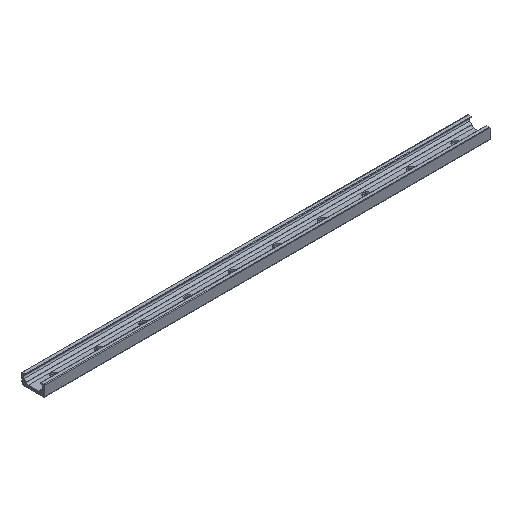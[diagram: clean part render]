
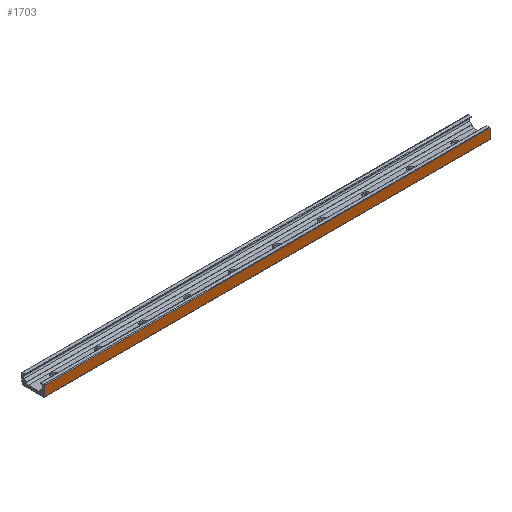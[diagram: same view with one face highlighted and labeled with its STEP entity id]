
A CAD part, isometric view. The second image highlights one B-rep face of the part: STEP entity #1703.
In plain terms, the highlighted planar face has unit normal (0, -1, 0).
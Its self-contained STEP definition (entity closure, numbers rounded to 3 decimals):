
#45 = ORIENTED_EDGE ( 'NONE', *, *, #1270, .F. ) ;
#57 = ORIENTED_EDGE ( 'NONE', *, *, #1099, .F. ) ;
#226 = LINE ( 'NONE', #991, #1155 ) ;
#355 = LINE ( 'NONE', #1358, #1060 ) ;
#369 = CARTESIAN_POINT ( 'NONE',  ( 800., -20.005, -8.88 ) ) ;
#496 = VECTOR ( 'NONE', #1356, 1000. ) ;
#573 = ORIENTED_EDGE ( 'NONE', *, *, #1500, .F. ) ;
#577 = CARTESIAN_POINT ( 'NONE',  ( 1180., -20.005, 8.88 ) ) ;
#752 = DIRECTION ( 'NONE',  ( 0., 0., 1. ) ) ;
#919 = LINE ( 'NONE', #2483, #496 ) ;
#944 = LINE ( 'NONE', #2511, #1068 ) ;
#966 = VERTEX_POINT ( 'NONE', #2273 ) ;
#991 = CARTESIAN_POINT ( 'NONE',  ( 0., -20.005, -9.87 ) ) ;
#1060 = VECTOR ( 'NONE', #1913, 1000. ) ;
#1068 = VECTOR ( 'NONE', #752, 1000. ) ;
#1099 = EDGE_CURVE ( 'NONE', #966, #1967, #355, .T. ) ;
#1129 = CARTESIAN_POINT ( 'NONE',  ( 800., -20.005, 8.88 ) ) ;
#1155 = VECTOR ( 'NONE', #2179, 1000. ) ;
#1174 = PLANE ( 'NONE',  #2298 ) ;
#1216 = DIRECTION ( 'NONE',  ( 0., 1., 0. ) ) ;
#1222 = VERTEX_POINT ( 'NONE', #1388 ) ;
#1270 = EDGE_CURVE ( 'NONE', #1222, #966, #226, .T. ) ;
#1325 = ORIENTED_EDGE ( 'NONE', *, *, #1979, .T. ) ;
#1356 = DIRECTION ( 'NONE',  ( -1., 0., 0. ) ) ;
#1358 = CARTESIAN_POINT ( 'NONE',  ( 1180., -20.005, 8.88 ) ) ;
#1388 = CARTESIAN_POINT ( 'NONE',  ( 0., -20.005, -8.88 ) ) ;
#1500 = EDGE_CURVE ( 'NONE', #2358, #1222, #919, .T. ) ;
#1602 = EDGE_LOOP ( 'NONE', ( #57, #45, #573, #1325 ) ) ;
#1604 = FACE_OUTER_BOUND ( 'NONE', #1602, .T. ) ;
#1703 = ADVANCED_FACE ( 'NONE', ( #1604 ), #1174, .F. ) ;
#1913 = DIRECTION ( 'NONE',  ( 1., 0., 0. ) ) ;
#1967 = VERTEX_POINT ( 'NONE', #1129 ) ;
#1979 = EDGE_CURVE ( 'NONE', #2358, #1967, #944, .T. ) ;
#1993 = DIRECTION ( 'NONE',  ( 0., 0., 1. ) ) ;
#2179 = DIRECTION ( 'NONE',  ( 0., 0., 1. ) ) ;
#2273 = CARTESIAN_POINT ( 'NONE',  ( 0., -20.005, 8.88 ) ) ;
#2298 = AXIS2_PLACEMENT_3D ( 'NONE', #577, #1216, #1993 ) ;
#2358 = VERTEX_POINT ( 'NONE', #369 ) ;
#2483 = CARTESIAN_POINT ( 'NONE',  ( 1180., -20.005, -8.88 ) ) ;
#2511 = CARTESIAN_POINT ( 'NONE',  ( 800., -20.005, -9.87 ) ) ;
